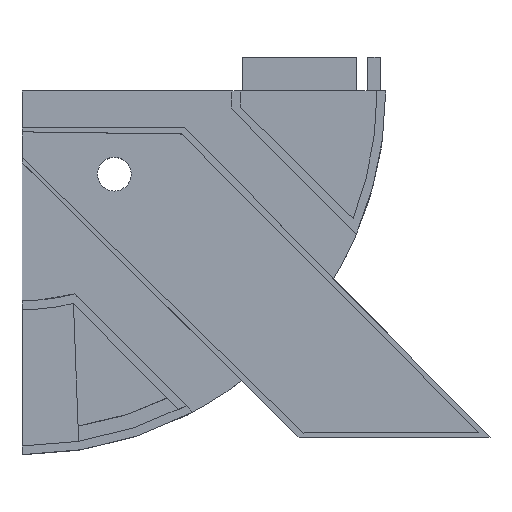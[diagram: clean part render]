
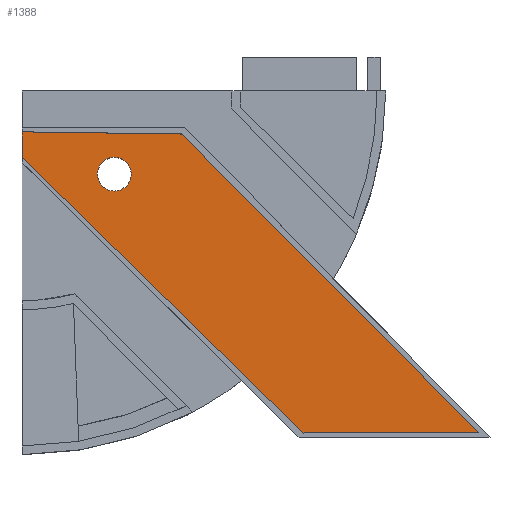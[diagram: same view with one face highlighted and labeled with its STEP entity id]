
A CAD part, top view. The second image highlights one B-rep face of the part: STEP entity #1388.
In plain terms, the highlighted planar face has unit normal (0, 0, 1).
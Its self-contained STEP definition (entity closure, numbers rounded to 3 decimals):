
#14=FACE_BOUND('',#166,.T.);
#24=CIRCLE('',#1478,7.5);
#89=FACE_OUTER_BOUND('',#165,.T.);
#165=EDGE_LOOP('',(#983,#984,#985,#986,#987,#988,#989));
#166=EDGE_LOOP('',(#990));
#275=LINE('',#2063,#445);
#276=LINE('',#2065,#446);
#277=LINE('',#2067,#447);
#278=LINE('',#2069,#448);
#279=LINE('',#2071,#449);
#280=LINE('',#2073,#450);
#281=LINE('',#2074,#451);
#445=VECTOR('',#1664,10.);
#446=VECTOR('',#1665,10.);
#447=VECTOR('',#1666,10.);
#448=VECTOR('',#1667,10.);
#449=VECTOR('',#1668,10.);
#450=VECTOR('',#1669,10.);
#451=VECTOR('',#1670,10.);
#598=VERTEX_POINT('',#2055);
#600=VERTEX_POINT('',#2061);
#601=VERTEX_POINT('',#2062);
#602=VERTEX_POINT('',#2064);
#603=VERTEX_POINT('',#2066);
#604=VERTEX_POINT('',#2068);
#605=VERTEX_POINT('',#2070);
#606=VERTEX_POINT('',#2072);
#745=EDGE_CURVE('',#598,#598,#24,.T.);
#748=EDGE_CURVE('',#600,#601,#275,.T.);
#749=EDGE_CURVE('',#601,#602,#276,.T.);
#750=EDGE_CURVE('',#603,#602,#277,.T.);
#751=EDGE_CURVE('',#603,#604,#278,.T.);
#752=EDGE_CURVE('',#604,#605,#279,.T.);
#753=EDGE_CURVE('',#605,#606,#280,.T.);
#754=EDGE_CURVE('',#606,#600,#281,.T.);
#983=ORIENTED_EDGE('',*,*,#748,.T.);
#984=ORIENTED_EDGE('',*,*,#749,.T.);
#985=ORIENTED_EDGE('',*,*,#750,.F.);
#986=ORIENTED_EDGE('',*,*,#751,.T.);
#987=ORIENTED_EDGE('',*,*,#752,.T.);
#988=ORIENTED_EDGE('',*,*,#753,.T.);
#989=ORIENTED_EDGE('',*,*,#754,.T.);
#990=ORIENTED_EDGE('',*,*,#745,.T.);
#1323=PLANE('',#1480);
#1388=ADVANCED_FACE('',(#89,#14),#1323,.T.);
#1478=AXIS2_PLACEMENT_3D('',#2056,#1657,#1658);
#1480=AXIS2_PLACEMENT_3D('',#2060,#1662,#1663);
#1657=DIRECTION('center_axis',(0.,0.,
-1.));
#1658=DIRECTION('ref_axis',(-1.,0.,0.));
#1662=DIRECTION('center_axis',(0.,0.,
1.));
#1663=DIRECTION('ref_axis',(1.,0.,0.));
#1664=DIRECTION('',(0.926,-0.379,0.));
#1665=DIRECTION('',(0.715,-0.699,0.));
#1666=DIRECTION('',(-0.708,-0.706,0.));
#1667=DIRECTION('',(1.,0.,0.));
#1668=DIRECTION('',(-0.704,0.71,0.));
#1669=DIRECTION('',(-1.,0.014,0.));
#1670=DIRECTION('',(0.,-1.,0.));
#2055=CARTESIAN_POINT('',(47.5,-35.,55.));
#2056=CARTESIAN_POINT('Origin',(40.,-35.,55.));
#2060=CARTESIAN_POINT('Origin',(94.61,-83.194,55.));
#2061=CARTESIAN_POINT('',(-1.,-27.715,55.));
#2062=CARTESIAN_POINT('',(-0.994,-27.718,55.));
#2063=CARTESIAN_POINT('',(-0.389,-27.966,55.));
#2064=CARTESIAN_POINT('',(124.229,-150.199,55.));
#2065=CARTESIAN_POINT('',(61.865,-89.201,55.));
#2066=CARTESIAN_POINT('',(124.429,-150.,55.));
#2067=CARTESIAN_POINT('',(124.229,-150.199,55.));
#2068=CARTESIAN_POINT('',(202.,-150.,55.));
#2069=CARTESIAN_POINT('',(148.305,-150.,55.));
#2070=CARTESIAN_POINT('',(70.142,-17.143,55.));
#2071=CARTESIAN_POINT('',(92.725,-39.897,55.));
#2072=CARTESIAN_POINT('',(-1.,-16.177,55.));
#2073=CARTESIAN_POINT('',(40.751,-16.744,55.));
#2074=CARTESIAN_POINT('',(-1.,-131.765,55.));
